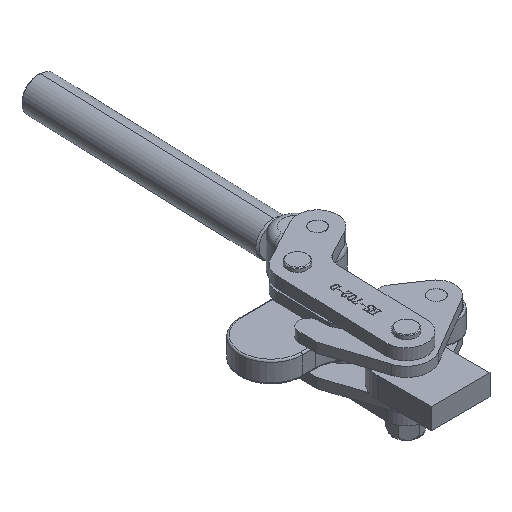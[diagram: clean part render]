
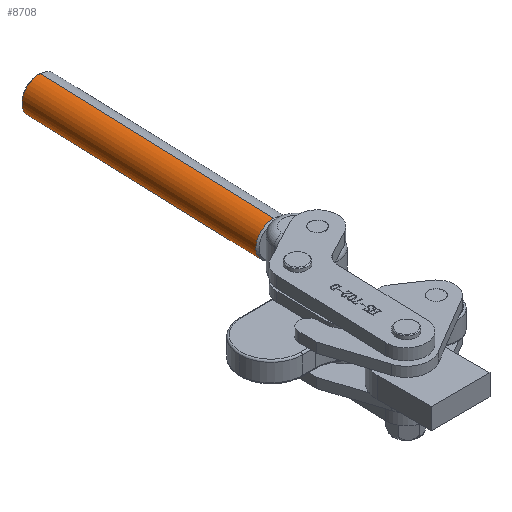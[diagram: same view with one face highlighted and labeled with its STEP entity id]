
A CAD part, isometric view. The second image highlights one B-rep face of the part: STEP entity #8708.
In plain terms, the highlighted cylindrical face has radius 10.85 mm (diameter 21.7 mm), a partial arc.
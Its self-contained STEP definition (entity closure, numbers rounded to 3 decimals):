
#25 = EDGE_LOOP ( 'NONE', ( #10023, #10019, #10163, #10349 ) ) ;
#805 = FACE_OUTER_BOUND ( 'NONE', #25, .T. ) ;
#809 = CYLINDRICAL_SURFACE ( 'NONE', #20034, 10.85 ) ;
#2145 = AXIS2_PLACEMENT_3D ( 'NONE', #16175, #16176, #16177 ) ;
#2146 = AXIS2_PLACEMENT_3D ( 'NONE', #16180, #16181, #16182 ) ;
#8708 = ADVANCED_FACE ( 'NONE', ( #805 ), #809, .T. ) ;
#10019 = ORIENTED_EDGE ( 'NONE', *, *, #20708, .T. ) ;
#10023 = ORIENTED_EDGE ( 'NONE', *, *, #20705, .F. ) ;
#10163 = ORIENTED_EDGE ( 'NONE', *, *, #20706, .T. ) ;
#10273 = VERTEX_POINT ( 'NONE', #12189 ) ;
#10349 = ORIENTED_EDGE ( 'NONE', *, *, #20709, .T. ) ;
#10439 = VERTEX_POINT ( 'NONE', #12263 ) ;
#10740 = VERTEX_POINT ( 'NONE', #12388 ) ;
#12189 = CARTESIAN_POINT ( 'NONE',  ( 0., 178.4, -10.85 ) ) ;
#12263 = CARTESIAN_POINT ( 'NONE',  ( 0., 178.4, 10.85 ) ) ;
#12388 = CARTESIAN_POINT ( 'NONE',  ( 0., 28., -10.85 ) ) ;
#12512 = CARTESIAN_POINT ( 'NONE',  ( 0., 28., 10.85 ) ) ;
#16162 = CARTESIAN_POINT ( 'NONE',  ( 0., 156.69, -10.85 ) ) ;
#16167 = DIRECTION ( 'NONE',  ( 0., 1., 0. ) ) ;
#16168 = CARTESIAN_POINT ( 'NONE',  ( 0., 156.69, 10.85 ) ) ;
#16169 = DIRECTION ( 'NONE',  ( 0., 1., 0. ) ) ;
#16175 = CARTESIAN_POINT ( 'NONE',  ( 0., 28., 0. ) ) ;
#16176 = DIRECTION ( 'NONE',  ( 0., 1., 0. ) ) ;
#16177 = DIRECTION ( 'NONE',  ( 0., 0., 1. ) ) ;
#16180 = CARTESIAN_POINT ( 'NONE',  ( 0., 178.4, 0. ) ) ;
#16181 = DIRECTION ( 'NONE',  ( 0., -1., 0. ) ) ;
#16182 = DIRECTION ( 'NONE',  ( 0., 0., -1. ) ) ;
#16333 = LINE ( 'NONE', #16162, #16339 ) ;
#16338 = LINE ( 'NONE', #16168, #16341 ) ;
#16339 = VECTOR ( 'NONE', #16167, 1000. ) ;
#16341 = VECTOR ( 'NONE', #16169, 1000. ) ;
#16342 = CIRCLE ( 'NONE', #2145, 10.85 ) ;
#16343 = CIRCLE ( 'NONE', #2146, 10.85 ) ;
#18933 = DIRECTION ( 'NONE',  ( 0., 0., 1. ) ) ;
#18937 = DIRECTION ( 'NONE',  ( 0., 1., 0. ) ) ;
#18938 = CARTESIAN_POINT ( 'NONE',  ( 0., 156.69, 0. ) ) ;
#19546 = VERTEX_POINT ( 'NONE', #12512 ) ;
#20034 = AXIS2_PLACEMENT_3D ( 'NONE', #18938, #18937, #18933 ) ;
#20705 = EDGE_CURVE ( 'NONE', #10740, #10273, #16333, .T. ) ;
#20706 = EDGE_CURVE ( 'NONE', #19546, #10439, #16338, .T. ) ;
#20708 = EDGE_CURVE ( 'NONE', #10740, #19546, #16342, .T. ) ;
#20709 = EDGE_CURVE ( 'NONE', #10439, #10273, #16343, .T. ) ;
